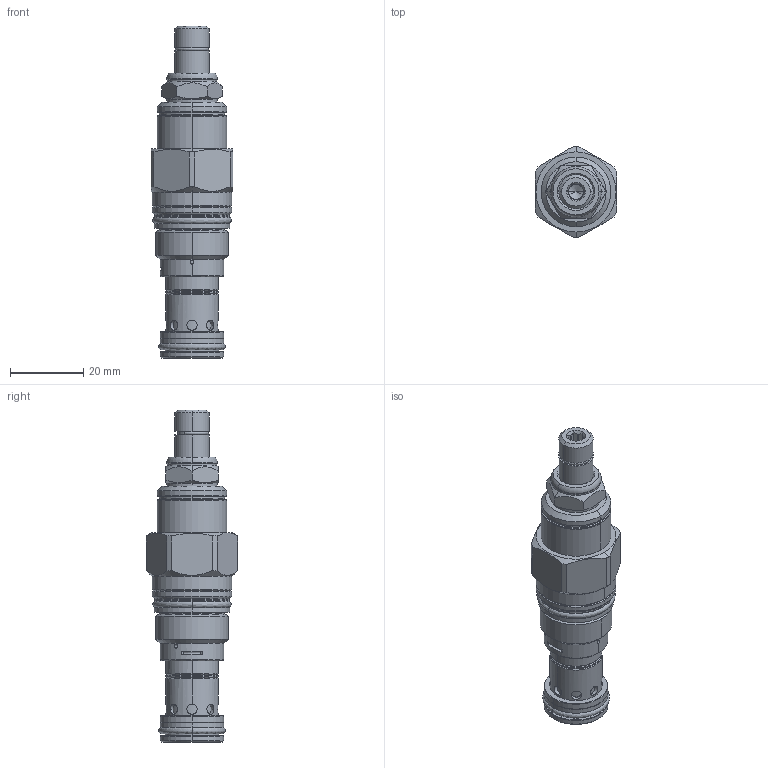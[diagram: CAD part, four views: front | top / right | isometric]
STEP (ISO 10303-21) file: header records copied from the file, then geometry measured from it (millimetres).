
FILE_DESCRIPTION((''),'2;1');
FILE_NAME('RPECLAN_SW','2024-02-07T08:26:58',('SigMax'),(''),'CREO PARAMETRIC BY PTC INC, 2021072','CREO PARAMETRIC BY PTC INC, 2021072','');
FILE_SCHEMA(('AUTOMOTIVE_DESIGN { 1 0 10303 214 1 1 1 1 }'));
Length unit declared in the file: inch
Products named in the file (1): RPECLAN_SW
Bounding box: 22.23 x 24.84 x 90.5 mm (x, y, z)
Volume: 21020.8 mm3; surface area: 9968.2 mm2
Topology: 3 solids, 4 shells, 290 faces, 668 edges, 408 vertices
Faces by surface type: cylinder 120, cone 67, plane 61, torus 34, revolution 8
Entity records: 12542 total; most frequent: CARTESIAN_POINT 3732, DIRECTION 1459, ORIENTED_EDGE 1332, EDGE_CURVE 666, AXIS2_PLACEMENT_3D 612, VERTEX_POINT 408, CIRCLE 330, EDGE_LOOP 328
